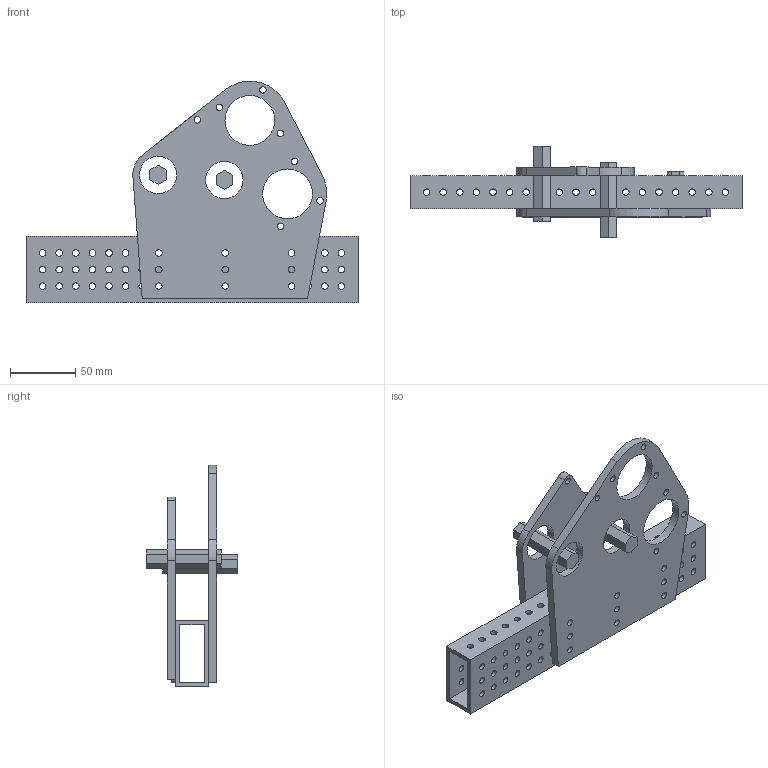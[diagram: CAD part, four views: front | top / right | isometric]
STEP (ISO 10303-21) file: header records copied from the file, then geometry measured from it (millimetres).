
FILE_DESCRIPTION(/* description */ ('STEP AP242 Edition 2','CAx-IF Rec.Pracs.---Representation and Presentation of Product Manufacturing Information (PMI)---4.0---2014-10-13','CAx-IF Rec.Pracs.---3D Tessellated Geometry---0.4---2014-09-14','2;1','CAx-IF Rec.Pracs.---User Defined Attributes---1.5---2016-08-15'),/* implementation_level */ '2;1');
FILE_NAME(/* name */ '6930ff56e0d9edfed235da66',/* time_stamp */ '2025-12-04T03:26:15Z',/* author */ (''),/* organization */ (''),/* preprocessor_version */ 'ST-DEVELOPER v20',/* originating_system */ 'ONSHAPE BY PTC INC, 1.207',/* authorisation */ ' ');
FILE_SCHEMA (('AP242_MANAGED_MODEL_BASED_3D_ENGINEERING_MIM_LF { 1 0 10303 442 3 1 4 }'));
Length unit declared in the file: metre
Products named in the file (6): Part 2; Part 4; 1/2" Hex (1.75 in); Tube 2"x1"x10"; Part 3
Bounding box: 254 x 69.85 x 169.5 mm (x, y, z)
Volume: 276358.9 mm3; surface area: 141311.5 mm2
Topology: 6 solids, 6 shells, 238 faces, 678 edges, 452 vertices
Faces by surface type: cylinder 192, plane 46
Full cylindrical faces by diameter (mm): 4.978 x175, 28.575 x4, 38.1 x2
Entity records: 7939 total; most frequent: DIRECTION 1369, CARTESIAN_POINT 1193, ORIENTED_EDGE 994, EDGE_LOOP 783, FACE_BOUND 783, AXIS2_PLACEMENT_3D 628, EDGE_CURVE 497, VERTEX_POINT 452
